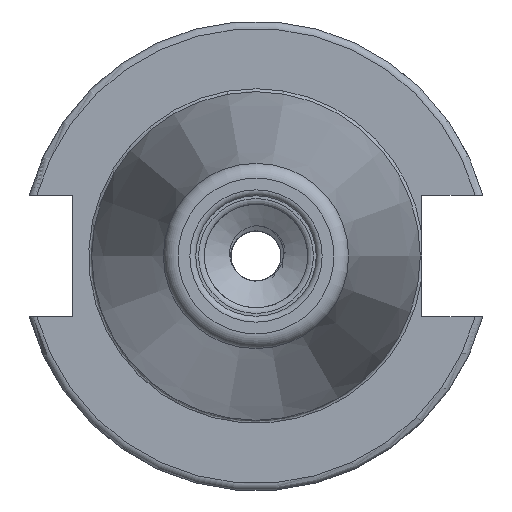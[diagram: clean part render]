
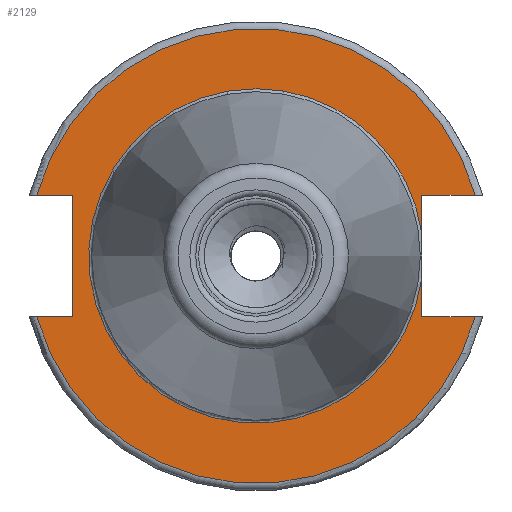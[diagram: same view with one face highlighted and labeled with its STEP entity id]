
A CAD part, left-side view. The second image highlights one B-rep face of the part: STEP entity #2129.
In plain terms, the highlighted planar face has unit normal (-1, 0, 0).
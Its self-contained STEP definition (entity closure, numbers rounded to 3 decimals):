
#72=PLANE('',#2325);
#186=FACE_OUTER_BOUND('',#313,.T.);
#313=EDGE_LOOP('',(#1900,#1901,#1902,#1903,#1904,#1905,#1906,#1907,#1908,
#1909,#1910));
#364=CIRCLE('',#2284,30.775);
#367=CIRCLE('',#2288,22.625);
#368=CIRCLE('',#2289,22.625);
#390=CIRCLE('',#2326,30.775);
#618=LINE('',#7698,#716);
#625=LINE('',#7797,#723);
#627=LINE('',#7800,#725);
#629=LINE('',#7816,#727);
#633=LINE('',#7862,#731);
#634=LINE('',#7874,#732);
#639=LINE('',#7931,#737);
#716=VECTOR('',#2636,10.);
#723=VECTOR('',#2645,10.);
#725=VECTOR('',#2649,10.);
#727=VECTOR('',#2653,10.);
#731=VECTOR('',#2659,10.);
#732=VECTOR('',#2660,10.);
#737=VECTOR('',#2667,10.);
#901=VERTEX_POINT('',#7695);
#902=VERTEX_POINT('',#7697);
#918=VERTEX_POINT('',#7785);
#919=VERTEX_POINT('',#7796);
#921=VERTEX_POINT('',#7813);
#922=VERTEX_POINT('',#7815);
#930=VERTEX_POINT('',#7860);
#931=VERTEX_POINT('',#7861);
#932=VERTEX_POINT('',#7863);
#941=VERTEX_POINT('',#7920);
#944=VERTEX_POINT('',#7954);
#1194=EDGE_CURVE('',#902,#901,#618,.T.);
#1212=EDGE_CURVE('',#919,#918,#625,.T.);
#1214=EDGE_CURVE('',#901,#919,#627,.T.);
#1217=EDGE_CURVE('',#922,#921,#629,.T.);
#1226=EDGE_CURVE('',#930,#931,#633,.T.);
#1228=EDGE_CURVE('',#921,#932,#634,.T.);
#1239=EDGE_CURVE('',#931,#941,#639,.T.);
#1248=EDGE_CURVE('',#902,#941,#364,.T.);
#1251=EDGE_CURVE('',#932,#944,#367,.T.);
#1252=EDGE_CURVE('',#944,#930,#368,.T.);
#1280=EDGE_CURVE('',#922,#918,#390,.T.);
#1900=ORIENTED_EDGE('',*,*,#1212,.T.);
#1901=ORIENTED_EDGE('',*,*,#1280,.F.);
#1902=ORIENTED_EDGE('',*,*,#1217,.T.);
#1903=ORIENTED_EDGE('',*,*,#1228,.T.);
#1904=ORIENTED_EDGE('',*,*,#1251,.T.);
#1905=ORIENTED_EDGE('',*,*,#1252,.T.);
#1906=ORIENTED_EDGE('',*,*,#1226,.T.);
#1907=ORIENTED_EDGE('',*,*,#1239,.T.);
#1908=ORIENTED_EDGE('',*,*,#1248,.F.);
#1909=ORIENTED_EDGE('',*,*,#1194,.T.);
#1910=ORIENTED_EDGE('',*,*,#1214,.T.);
#2129=ADVANCED_FACE('',(#186),#72,.T.);
#2284=AXIS2_PLACEMENT_3D('',#7949,#2702,#2703);
#2288=AXIS2_PLACEMENT_3D('',#7956,#2710,#2711);
#2289=AXIS2_PLACEMENT_3D('',#7957,#2712,#2713);
#2325=AXIS2_PLACEMENT_3D('',#8637,#2788,#2789);
#2326=AXIS2_PLACEMENT_3D('',#8638,#2790,#2791);
#2636=DIRECTION('',(0.,-1.,0.));
#2645=DIRECTION('',(0.,1.,0.));
#2649=DIRECTION('',(0.,0.,-1.));
#2653=DIRECTION('',(0.,1.,0.));
#2659=DIRECTION('',(0.,0.,1.));
#2660=DIRECTION('',(0.,0.,1.));
#2667=DIRECTION('',(0.,-1.,0.));
#2702=DIRECTION('center_axis',(1.,0.,0.));
#2703=DIRECTION('ref_axis',(0.,0.,-1.));
#2710=DIRECTION('center_axis',(1.,0.,0.));
#2711=DIRECTION('ref_axis',(0.,0.,-1.));
#2712=DIRECTION('center_axis',(1.,0.,0.));
#2713=DIRECTION('ref_axis',(0.,0.,-1.));
#2788=DIRECTION('center_axis',(-1.,0.,0.));
#2789=DIRECTION('ref_axis',(0.,0.,1.));
#2790=DIRECTION('center_axis',(1.,0.,0.));
#2791=DIRECTION('ref_axis',(0.,0.,-1.));
#7695=CARTESIAN_POINT('',(3.18,24.8,8.19));
#7697=CARTESIAN_POINT('',(3.18,29.665,8.19));
#7698=CARTESIAN_POINT('',(3.18,27.788,8.19));
#7785=CARTESIAN_POINT('',(3.18,29.665,-8.19));
#7796=CARTESIAN_POINT('',(3.18,24.8,-8.19));
#7797=CARTESIAN_POINT('',(3.18,40.288,-8.19));
#7800=CARTESIAN_POINT('',(3.18,24.8,-4.095));
#7813=CARTESIAN_POINT('',(3.18,-22.41,-8.19));
#7815=CARTESIAN_POINT('',(3.18,-29.665,-8.19));
#7816=CARTESIAN_POINT('',(3.18,4.183,-8.19));
#7860=CARTESIAN_POINT('',(3.18,-22.41,3.112));
#7861=CARTESIAN_POINT('',(3.18,-22.41,8.19));
#7862=CARTESIAN_POINT('',(3.18,-22.41,4.095));
#7863=CARTESIAN_POINT('',(3.18,-22.41,-3.112));
#7874=CARTESIAN_POINT('',(3.18,-22.41,4.095));
#7920=CARTESIAN_POINT('',(3.18,-29.665,8.19));
#7931=CARTESIAN_POINT('',(3.18,-8.318,8.19));
#7949=CARTESIAN_POINT('Origin',(3.18,0.,
0.));
#7954=CARTESIAN_POINT('',(3.18,0.,22.625));
#7956=CARTESIAN_POINT('Origin',(3.18,0.,0.));
#7957=CARTESIAN_POINT('Origin',(3.18,0.,0.));
#8637=CARTESIAN_POINT('Origin',(3.18,30.775,0.));
#8638=CARTESIAN_POINT('Origin',(3.18,0.,
0.));
